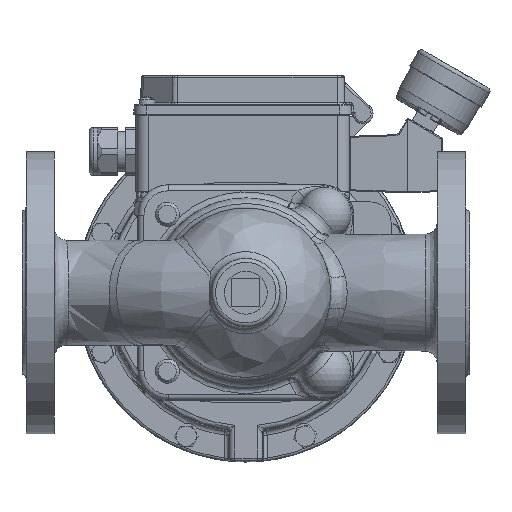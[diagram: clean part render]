
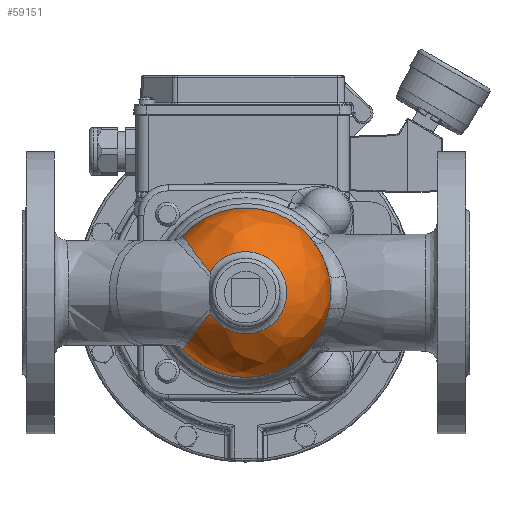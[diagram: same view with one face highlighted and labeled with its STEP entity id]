
A CAD part, front view. The second image highlights one B-rep face of the part: STEP entity #59151.
In plain terms, the highlighted free-form (B-spline) face has degree [2, 2] with [3, 9] control points.
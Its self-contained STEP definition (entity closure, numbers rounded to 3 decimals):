
#1806=CIRCLE('',#63092,42.);
#1807=CIRCLE('',#63093,20.361);
#1808=CIRCLE('',#63094,20.361);
#1809=CIRCLE('',#63095,42.);
#7934=FACE_OUTER_BOUND('',#11638,.T.);
#11638=EDGE_LOOP('',(#42296,#42297,#42298,#42299,#42300,#42301,#42302));
#22834=B_SPLINE_CURVE_WITH_KNOTS('',3,(#99769,#99770,#99771,#99772,#99773),
 .UNSPECIFIED.,.F.,.F.,(4,1,4),(-2.109,-1.205,0.),
 .UNSPECIFIED.);
#22841=B_SPLINE_CURVE_WITH_KNOTS('',3,(#100048,#100049,#100050,#100051,
#100052,#100053,#100054),.UNSPECIFIED.,.F.,.F.,(4,1,1,1,4),(-4.946,
-3.662,-2.93,-1.465,0.),.UNSPECIFIED.);
#22842=B_SPLINE_CURVE_WITH_KNOTS('',3,(#100060,#100061,#100062,#100063,
#100064,#100065,#100066),.UNSPECIFIED.,.F.,.F.,(4,1,1,1,4),(-5.137,
-3.672,-2.207,-0.742,-0.191),
 .UNSPECIFIED.);
#25244=VERTEX_POINT('',#99723);
#25245=VERTEX_POINT('',#99767);
#25249=VERTEX_POINT('',#100045);
#25250=VERTEX_POINT('',#100047);
#25251=VERTEX_POINT('',#100055);
#25252=VERTEX_POINT('',#100057);
#25253=VERTEX_POINT('',#100059);
#31554=EDGE_CURVE('',#25245,#25244,#22834,.T.);
#31564=EDGE_CURVE('',#25245,#25249,#1806,.T.);
#31565=EDGE_CURVE('',#25250,#25249,#22841,.T.);
#31566=EDGE_CURVE('',#25251,#25250,#1807,.T.);
#31567=EDGE_CURVE('',#25252,#25251,#1808,.T.);
#31568=EDGE_CURVE('',#25253,#25252,#22842,.T.);
#31569=EDGE_CURVE('',#25253,#25244,#1809,.T.);
#42296=ORIENTED_EDGE('',*,*,#31554,.F.);
#42297=ORIENTED_EDGE('',*,*,#31564,.T.);
#42298=ORIENTED_EDGE('',*,*,#31565,.F.);
#42299=ORIENTED_EDGE('',*,*,#31566,.F.);
#42300=ORIENTED_EDGE('',*,*,#31567,.F.);
#42301=ORIENTED_EDGE('',*,*,#31568,.F.);
#42302=ORIENTED_EDGE('',*,*,#31569,.T.);
#57019=(
BOUNDED_SURFACE()
B_SPLINE_SURFACE(2,2,((#100018,#100019,#100020,#100021,#100022,#100023,
#100024,#100025,#100026),(#100027,#100028,#100029,#100030,#100031,#100032,
#100033,#100034,#100035),(#100036,#100037,#100038,#100039,#100040,#100041,
#100042,#100043,#100044)),.UNSPECIFIED.,.F.,.F.,.F.)
B_SPLINE_SURFACE_WITH_KNOTS((3,3),(3,2,2,2,3),(0.,1.16),
(-2.624,-1.312,0.,1.312,
2.624),.UNSPECIFIED.)
GEOMETRIC_REPRESENTATION_ITEM()
RATIONAL_B_SPLINE_SURFACE(((1.,0.792,1.,0.792,1.,
0.792,1.,0.792,1.),(0.836,0.663,
0.836,0.663,0.836,0.663,
0.836,0.663,0.836),(1.,0.792,
1.,0.792,1.,0.792,1.,0.792,1.)))
REPRESENTATION_ITEM('')
SURFACE()
);
#59151=ADVANCED_FACE('',(#7934),#57019,.F.);
#63092=AXIS2_PLACEMENT_3D('',#100046,#70893,#70894);
#63093=AXIS2_PLACEMENT_3D('',#100056,#70895,#70896);
#63094=AXIS2_PLACEMENT_3D('',#100058,#70897,#70898);
#63095=AXIS2_PLACEMENT_3D('',#100067,#70899,#70900);
#70893=DIRECTION('center_axis',(0.,-1.,0.));
#70894=DIRECTION('ref_axis',(1.,0.,0.));
#70895=DIRECTION('center_axis',(0.,-1.,0.));
#70896=DIRECTION('ref_axis',(1.,0.,0.));
#70897=DIRECTION('center_axis',(0.,-1.,0.));
#70898=DIRECTION('ref_axis',(1.,0.,0.));
#70899=DIRECTION('center_axis',(0.,-1.,0.));
#70900=DIRECTION('ref_axis',(1.,0.,0.));
#99723=CARTESIAN_POINT('',(48.613,-32.208,-8.915));
#99767=CARTESIAN_POINT('',(48.613,-32.208,8.915));
#99769=CARTESIAN_POINT('Ctrl Pts',(48.613,-32.208,8.915));
#99770=CARTESIAN_POINT('Ctrl Pts',(49.129,-33.205,6.539));
#99771=CARTESIAN_POINT('Ctrl Pts',(49.835,-34.649,0.483));
#99772=CARTESIAN_POINT('Ctrl Pts',(49.301,-33.537,-5.747));
#99773=CARTESIAN_POINT('Ctrl Pts',(48.613,-32.208,-8.915));
#100018=CARTESIAN_POINT('Ctrl Pts',(-28.936,-32.208,
-20.767));
#100019=CARTESIAN_POINT('Ctrl Pts',(-12.949,-32.208,
-48.872));
#100020=CARTESIAN_POINT('Ctrl Pts',(18.311,-32.208,-40.603));
#100021=CARTESIAN_POINT('Ctrl Pts',(49.57,-32.208,-32.335));
#100022=CARTESIAN_POINT('Ctrl Pts',(49.57,-32.208,0.));
#100023=CARTESIAN_POINT('Ctrl Pts',(49.57,-32.208,32.335));
#100024=CARTESIAN_POINT('Ctrl Pts',(18.311,-32.208,40.603));
#100025=CARTESIAN_POINT('Ctrl Pts',(-12.949,-32.208,
48.872));
#100026=CARTESIAN_POINT('Ctrl Pts',(-28.936,-32.208,
20.767));
#100027=CARTESIAN_POINT('Ctrl Pts',(-28.936,-55.806,
-20.767));
#100028=CARTESIAN_POINT('Ctrl Pts',(-12.949,-55.806,
-48.872));
#100029=CARTESIAN_POINT('Ctrl Pts',(18.311,-55.806,
-40.603));
#100030=CARTESIAN_POINT('Ctrl Pts',(49.57,-55.806,
-32.335));
#100031=CARTESIAN_POINT('Ctrl Pts',(49.57,-55.806,
0.));
#100032=CARTESIAN_POINT('Ctrl Pts',(49.57,-55.806,
32.335));
#100033=CARTESIAN_POINT('Ctrl Pts',(18.311,-55.806,
40.603));
#100034=CARTESIAN_POINT('Ctrl Pts',(-12.949,-55.806,
48.872));
#100035=CARTESIAN_POINT('Ctrl Pts',(-28.936,-55.806,
20.767));
#100036=CARTESIAN_POINT('Ctrl Pts',(-10.127,-65.219,
-10.067));
#100037=CARTESIAN_POINT('Ctrl Pts',(-2.377,-65.219,
-23.692));
#100038=CARTESIAN_POINT('Ctrl Pts',(12.777,-65.219,-19.684));
#100039=CARTESIAN_POINT('Ctrl Pts',(27.931,-65.219,-15.675));
#100040=CARTESIAN_POINT('Ctrl Pts',(27.931,-65.219,0.));
#100041=CARTESIAN_POINT('Ctrl Pts',(27.931,-65.219,15.675));
#100042=CARTESIAN_POINT('Ctrl Pts',(12.777,-65.219,19.684));
#100043=CARTESIAN_POINT('Ctrl Pts',(-2.377,-65.219,
23.692));
#100044=CARTESIAN_POINT('Ctrl Pts',(-10.127,-65.219,
10.067));
#100045=CARTESIAN_POINT('',(-23.754,-32.208,27.978));
#100046=CARTESIAN_POINT('Origin',(7.57,-32.208,0.));
#100047=CARTESIAN_POINT('',(-10.127,-65.219,10.067));
#100048=CARTESIAN_POINT('Ctrl Pts',(-10.128,-65.219,
10.066));
#100049=CARTESIAN_POINT('Ctrl Pts',(-12.346,-63.822,
12.653));
#100050=CARTESIAN_POINT('Ctrl Pts',(-15.401,-60.861,
16.652));
#100051=CARTESIAN_POINT('Ctrl Pts',(-19.608,-53.902,
22.464));
#100052=CARTESIAN_POINT('Ctrl Pts',(-22.679,-44.773,
26.967));
#100053=CARTESIAN_POINT('Ctrl Pts',(-23.623,-36.389,
28.125));
#100054=CARTESIAN_POINT('Ctrl Pts',(-23.754,-32.208,
27.978));
#100055=CARTESIAN_POINT('',(7.57,-65.219,20.361));
#100056=CARTESIAN_POINT('Origin',(7.57,-65.219,0.));
#100057=CARTESIAN_POINT('',(-10.127,-65.219,-10.067));
#100058=CARTESIAN_POINT('Origin',(7.57,-65.219,0.));
#100059=CARTESIAN_POINT('',(-23.754,-32.208,-27.978));
#100060=CARTESIAN_POINT('Ctrl Pts',(-23.754,-32.208,
-27.978));
#100061=CARTESIAN_POINT('Ctrl Pts',(-23.623,-36.389,
-28.125));
#100062=CARTESIAN_POINT('Ctrl Pts',(-22.681,-44.771,
-26.964));
#100063=CARTESIAN_POINT('Ctrl Pts',(-18.989,-55.733,
-21.57));
#100064=CARTESIAN_POINT('Ctrl Pts',(-14.367,-62.105,
-15.228));
#100065=CARTESIAN_POINT('Ctrl Pts',(-11.079,-64.621,
-11.18));
#100066=CARTESIAN_POINT('Ctrl Pts',(-10.128,-65.219,
-10.067));
#100067=CARTESIAN_POINT('Origin',(7.57,-32.208,0.));
